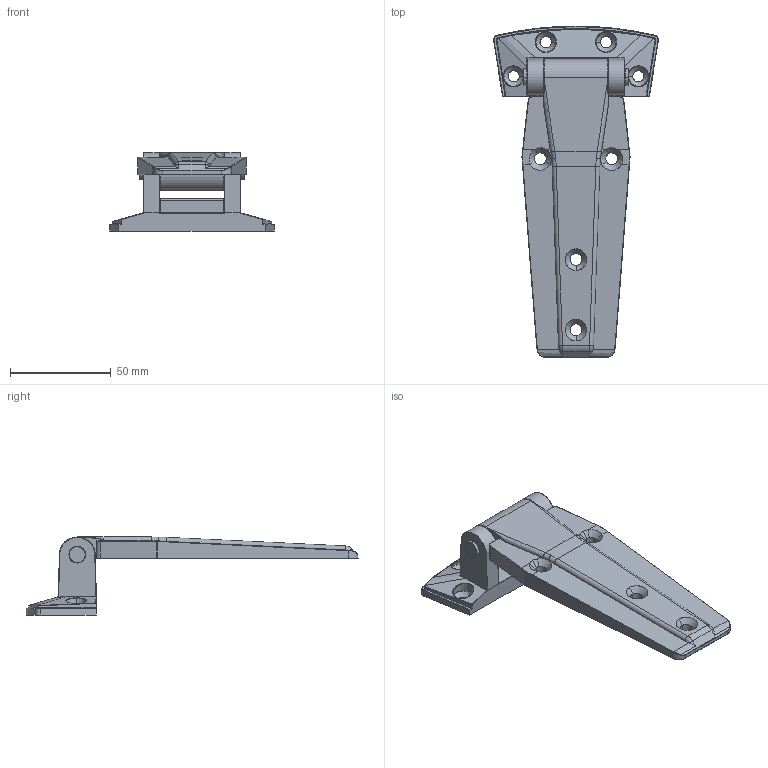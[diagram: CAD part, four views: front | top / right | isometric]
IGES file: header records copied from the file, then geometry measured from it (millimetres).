
Start section: SolidWorks IGES file using analytic representation for surfaces
Global section: file name: OH-712_3D.IGS; native system: SolidWorks 2020; preprocessor: SolidWorks 2020; author: user; date: 250110.134948; units: millimetre
Bounding box: 82 x 165.1 x 38.8 mm (x, y, z)
Surface area: 29296.6 mm2 (no closed solid volume)
Topology: 0 solids, 0 shells, 357 faces, 3095 edges, 3086 vertices
Faces by surface type: bspline 202, revolution 155
